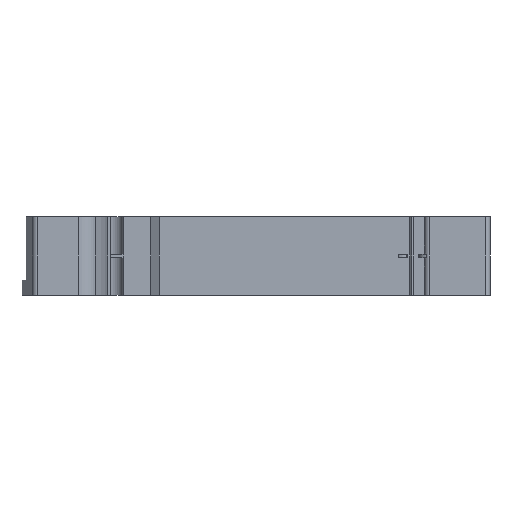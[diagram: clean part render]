
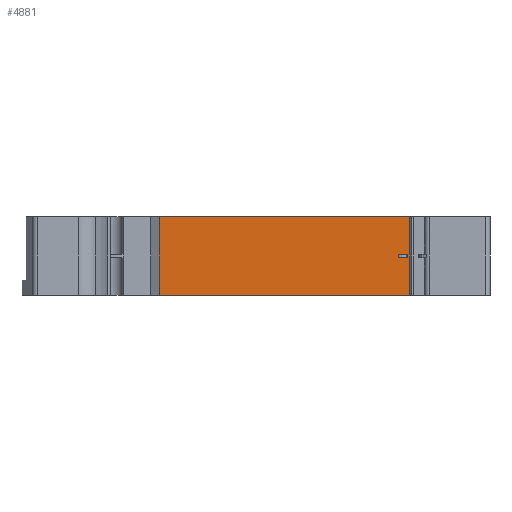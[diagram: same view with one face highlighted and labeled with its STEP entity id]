
A CAD part, front view. The second image highlights one B-rep face of the part: STEP entity #4881.
In plain terms, the highlighted planar face has unit normal (0, -1, 0).
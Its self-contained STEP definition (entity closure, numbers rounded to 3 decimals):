
#658=DIRECTION('',(1.,0.,0.));
#659=VECTOR('',#658,25.6);
#660=CARTESIAN_POINT('',(-10.8,0.,0.));
#661=LINE('',#660,#659);
#1179=DIRECTION('',(-1.,0.,0.));
#1180=VECTOR('',#1179,25.6);
#1181=CARTESIAN_POINT('',(14.8,0.,-8.));
#1182=LINE('',#1181,#1180);
#2054=DIRECTION('',(0.,0.,-1.));
#2055=VECTOR('',#2054,8.);
#2056=CARTESIAN_POINT('',(-10.8,0.,0.));
#2057=LINE('',#2056,#2055);
#2061=DIRECTION('',(-1.,0.,0.));
#2062=VECTOR('',#2061,0.878);
#2063=CARTESIAN_POINT('',(14.542,0.,-4.2));
#2064=LINE('',#2063,#2062);
#2068=DIRECTION('',(1.,0.,0.));
#2069=VECTOR('',#2068,0.878);
#2070=CARTESIAN_POINT('',(13.664,0.,-3.8));
#2071=LINE('',#2070,#2069);
#2075=DIRECTION('',(0.,0.,-1.));
#2076=VECTOR('',#2075,8.);
#2077=CARTESIAN_POINT('',(14.8,0.,0.));
#2078=LINE('',#2077,#2076);
#2681=DIRECTION('',(0.,0.,-1.));
#2682=VECTOR('',#2681,0.4);
#2683=CARTESIAN_POINT('',(13.664,0.,-3.8));
#2684=LINE('',#2683,#2682);
#2710=DIRECTION('',(0.,0.,1.));
#2711=VECTOR('',#2710,0.4);
#2712=CARTESIAN_POINT('',(14.542,0.,-4.2));
#2713=LINE('',#2712,#2711);
#2904=CARTESIAN_POINT('',(14.8,0.,0.));
#2905=VERTEX_POINT('',#2904);
#2906=CARTESIAN_POINT('',(-10.8,0.,0.));
#2907=VERTEX_POINT('',#2906);
#3144=CARTESIAN_POINT('',(14.8,0.,-8.));
#3145=VERTEX_POINT('',#3144);
#3146=CARTESIAN_POINT('',(-10.8,0.,-8.));
#3147=VERTEX_POINT('',#3146);
#3148=CARTESIAN_POINT('',(14.542,0.,-4.2));
#3149=CARTESIAN_POINT('',(14.542,0.,-3.8));
#3150=VERTEX_POINT('',#3148);
#3151=VERTEX_POINT('',#3149);
#3152=CARTESIAN_POINT('',(13.664,0.,-3.8));
#3153=VERTEX_POINT('',#3152);
#3154=CARTESIAN_POINT('',(13.664,0.,-4.2));
#3155=VERTEX_POINT('',#3154);
#4859=CARTESIAN_POINT('',(14.8,0.,0.));
#4860=DIRECTION('',(0.,1.,0.));
#4861=DIRECTION('',(1.,0.,0.));
#4862=AXIS2_PLACEMENT_3D('',#4859,#4860,#4861);
#4863=PLANE('',#4862);
#4864=ORIENTED_EDGE('',*,*,#4846,.F.);
#4865=ORIENTED_EDGE('',*,*,#3395,.T.);
#4867=ORIENTED_EDGE('',*,*,#4866,.T.);
#4868=ORIENTED_EDGE('',*,*,#4246,.T.);
#4869=EDGE_LOOP('',(#4864,#4865,#4867,#4868));
#4870=FACE_OUTER_BOUND('',#4869,.F.);
#4872=ORIENTED_EDGE('',*,*,#4871,.F.);
#4874=ORIENTED_EDGE('',*,*,#4873,.T.);
#4876=ORIENTED_EDGE('',*,*,#4875,.F.);
#4878=ORIENTED_EDGE('',*,*,#4877,.T.);
#4879=EDGE_LOOP('',(#4872,#4874,#4876,#4878));
#4880=FACE_BOUND('',#4879,.F.);
#3395=EDGE_CURVE('',#2907,#2905,#661,.T.);
#4246=EDGE_CURVE('',#3145,#3147,#1182,.T.);
#4846=EDGE_CURVE('',#2907,#3147,#2057,.T.);
#4866=EDGE_CURVE('',#2905,#3145,#2078,.T.);
#4871=EDGE_CURVE('',#3150,#3155,#2064,.T.);
#4873=EDGE_CURVE('',#3150,#3151,#2713,.T.);
#4875=EDGE_CURVE('',#3153,#3151,#2071,.T.);
#4877=EDGE_CURVE('',#3153,#3155,#2684,.T.);
#4881=ADVANCED_FACE('',(#4870,#4880),#4863,.F.);
